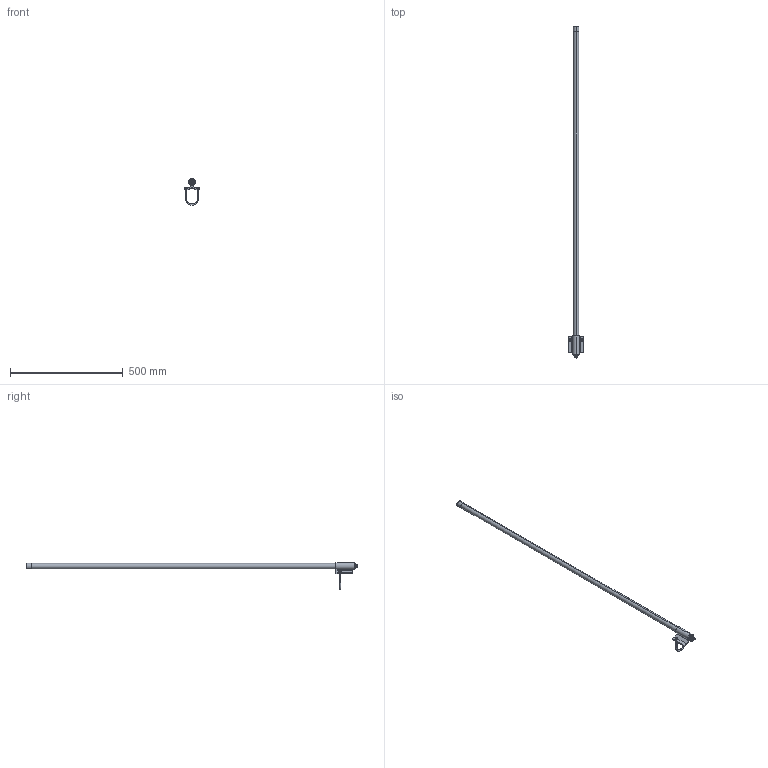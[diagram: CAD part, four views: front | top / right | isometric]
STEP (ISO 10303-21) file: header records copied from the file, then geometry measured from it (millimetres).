
FILE_DESCRIPTION (( 'STEP AP214' ), '1' );
FILE_NAME ('OMB.915.B08F21.STEP', '2018-12-19T08:57:40', ( '' ), ( '' ), 'SwSTEP 2.0', 'SolidWorks 2017', '' );
FILE_SCHEMA (( 'AUTOMOTIVE_DESIGN' ));
Length unit declared in the file: millimetre
Products named in the file (8): COVER; CONNECTOR; OD12_ID6.4_T1.0; M6x5(Ni); BRACKET; ANTENNA; OMB.915.B08F21; 000412B000021A
Assembly tree (9 placements, depth 2):
  OMB.915.B08F21
    BRACKET
    ANTENNA
    COVER
    CONNECTOR
    M6x5(Ni)  x2
    OD12_ID6.4_T1.0  x2
    000412B000021A
Bounding box: 70 x 1475 x 118.5 mm (x, y, z)
Volume: 271851.6 mm3; surface area: 242926 mm2
Topology: 9 solids, 9 shells, 390 faces, 1072 edges, 710 vertices
Faces by surface type: cylinder 263, plane 80, cone 22, bspline 15, torus 10
Entity records: 28009 total; most frequent: CARTESIAN_POINT 19936, ORIENTED_EDGE 1946, DIRECTION 1317, EDGE_CURVE 973, VERTEX_POINT 644, AXIS2_PLACEMENT_3D 466, LINE 385, VECTOR 385
